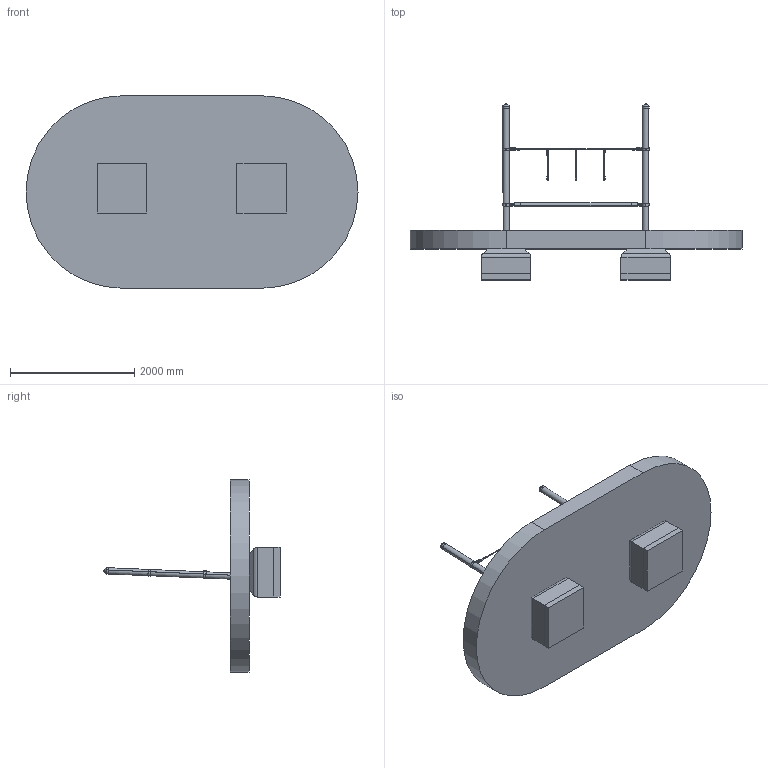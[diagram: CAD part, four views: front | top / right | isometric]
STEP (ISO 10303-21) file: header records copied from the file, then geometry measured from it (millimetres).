
FILE_DESCRIPTION (( 'STEP AP214' ), '1' );
FILE_NAME ('4591-30.STEP', '2019-06-24T12:29:41', ( '' ), ( '' ), 'SwSTEP 2.0', 'SolidWorks 2019', '' );
FILE_SCHEMA (( 'AUTOMOTIVE_DESIGN' ));
Length unit declared in the file: millimetre
Products named in the file (19): -3-55-4607 - Schäkel gerade M8 V2A; Bew. TStück Quer; zusätzliches Bew. T-Stück ; -3-Zsmb-Abdeckkappe-4591-30-2; Hangelseil-zsmb; -3-70-4594-70 - PA-Adapter; 4591-30; -3-457-07 - Kunststoff Kausche_; Bew. T-Stück Längsträger; -3-Schelle-4591-30-2; Balancierseil_Standard<Wie bearbeitet>; -3-55-02-08 - Schäkel M8  geschweift; Hangelseil_Standard<Wie bearbeitet>; -3-ZsmbPfosten-4591-30-2; Seilendverschlussbuchse; -3-Fundament; Sicherheitsbereich
Assembly tree (36 placements, depth 4):
  4591-30
    -3-ZsmbPfosten-4591-30-2  x2
    -3-Zsmb-Abdeckkappe-4591-30-2  x2
    -3-Schelle-4591-30-2  x4
    -3-Fundament  x2
    -3-70-4594-70 - PA-Adapter  x4
    -3-55-02-08 - Schäkel M8  geschweift  x2
    -3-55-4607 - Schäkel gerade M8 V2A  x2
    -3-457-07 - Kunststoff Kausche_  x2
    Hangelseil-zsmb
      Hangelseil_Standard<Wie bearbeitet>
      zusätzliches Bew. T-Stück 
        Bew. TStück Quer
        Bew. T-Stück Längsträger
      zusätzliches Bew. T-Stück 
        Bew. TStück Quer
        Bew. T-Stück Längsträger
      zusätzliches Bew. T-Stück 
        Bew. TStück Quer
        Bew. T-Stück Längsträger
      Seilendverschlussbuchse  x3
    Balancierseil_Standard<Wie bearbeitet>
    Sicherheitsbereich
Bounding box: 5350 x 2838.01 x 3100 mm (x, y, z)
Volume: 5028281766.3 mm3; surface area: 45089789.4 mm2
Topology: 50 solids, 50 shells, 2029 faces, 5121 edges, 3164 vertices
Faces by surface type: plane 905, cylinder 628, torus 246, cone 134, bspline 116
Entity records: 31608 total; most frequent: CARTESIAN_POINT 10695, DIRECTION 4076, ORIENTED_EDGE 3978, EDGE_CURVE 1989, AXIS2_PLACEMENT_3D 1545, VERTEX_POINT 1234, VECTOR 986, LINE 986
